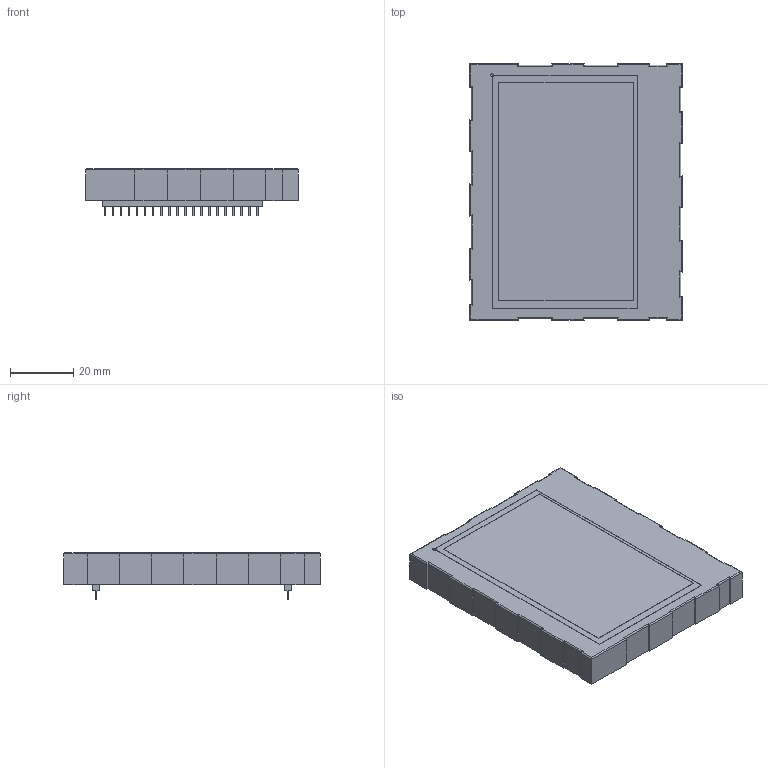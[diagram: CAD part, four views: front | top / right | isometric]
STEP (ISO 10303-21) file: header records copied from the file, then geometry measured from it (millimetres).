
FILE_DESCRIPTION(('FreeCAD Model'),'2;1');
FILE_NAME('Fillet_sp.step','2017-08-08T13:56:16',( 'kicad StepUp'),('ksu MCAD'),'Open CASCADE STEP processor 7.1', 'FreeCAD','Unknown');
FILE_SCHEMA(('AUTOMOTIVE_DESIGN { 1 0 10303 214 1 1 1 1 }'));
Length unit declared in the file: millimetre
Products named in the file (1): Fillet_sp
Bounding box: 67.5 x 81.5 x 15.2 mm (x, y, z)
Volume: 55984.4 mm3; surface area: 14656.7 mm2
Topology: 1 solids, 1 shells, 345 faces, 834 edges, 535 vertices
Faces by surface type: plane 284, cylinder 61
Entity records: 6723 total; most frequent: ORIENTED_EDGE 1339, CARTESIAN_POINT 905, EDGE_CURVE 834, LINE 769, VERTEX_POINT 535, AXIS2_PLACEMENT_3D 406, FACE_BOUND 389, EDGE_LOOP 389
